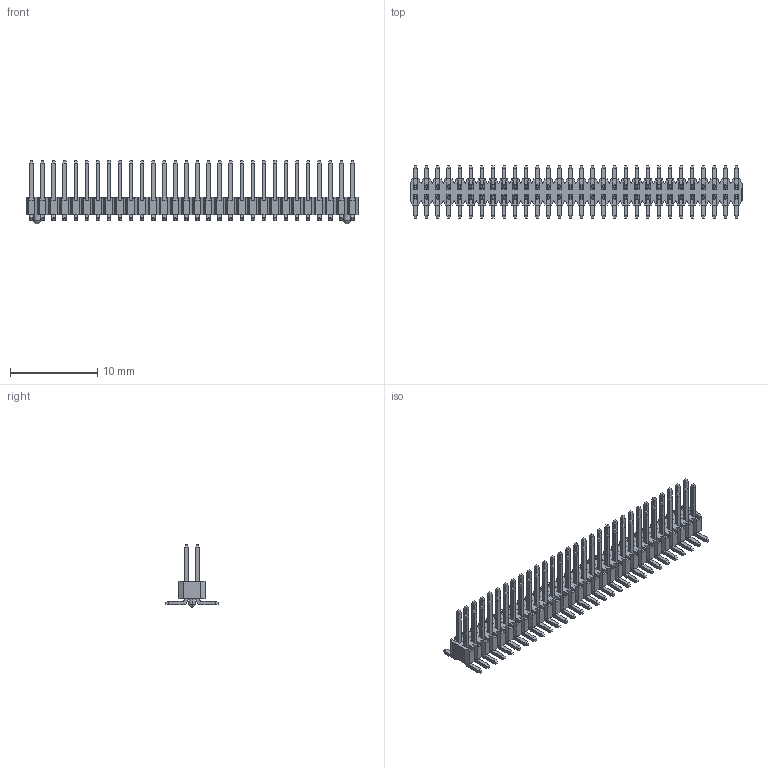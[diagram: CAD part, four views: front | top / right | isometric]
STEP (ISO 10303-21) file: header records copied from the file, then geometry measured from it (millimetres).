
FILE_DESCRIPTION (( 'STEP AP214' ), '1' );
FILE_NAME ('FPH12747-D60S1014120930M-REF.STEP', '2026-03-09T07:21:43', ( '' ), ( '' ), 'SwSTEP 2.0', 'SolidWorks 2021', '' );
FILE_SCHEMA (( 'AUTOMOTIVE_DESIGN' ));
Length unit declared in the file: millimetre
Products named in the file (1): FPH12747-D60S1014120930M-REF
Bounding box: 38.1 x 6 x 7.25 mm (x, y, z)
Volume: 271.8 mm3; surface area: 1157.7 mm2
Topology: 1 solids, 1 shells, 1738 faces, 4216 edges, 2538 vertices
Faces by surface type: plane 1610, cylinder 124, sphere 4
Entity records: 48846 total; most frequent: CARTESIAN_POINT 8481, ORIENTED_EDGE 8416, DIRECTION 7938, EDGE_CURVE 4208, LINE 3956, VECTOR 3956, VERTEX_POINT 2534, AXIS2_PLACEMENT_3D 1991
